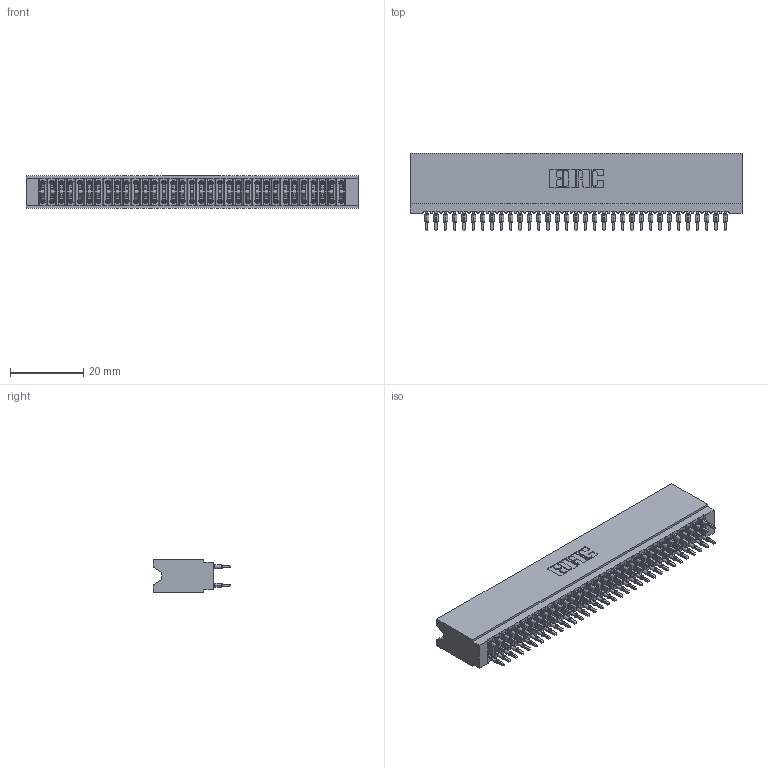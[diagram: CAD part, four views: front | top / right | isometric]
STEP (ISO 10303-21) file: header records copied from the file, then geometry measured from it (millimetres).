
FILE_DESCRIPTION (( 'STEP AP203' ), '1' );
FILE_NAME ('745-066-560-206.STEP', '2026-02-26T19:30:37', ( '' ), ( '' ), 'SwSTEP 2.0', 'SolidWorks 2023', '' );
FILE_SCHEMA (( 'CONFIG_CONTROL_DESIGN' ));
Length unit declared in the file: millimetre
Products named in the file (3): 745 Part_Insulator Option - 06; 745-292-001_560; 745-066-560-206
Assembly tree (67 placements, depth 2):
  745-066-560-206
    745 Part_Insulator Option - 06
    745-292-001_560  x66
Bounding box: 90.42 x 21.22 x 8.89 mm (x, y, z)
Volume: 8419.4 mm3; surface area: 17975.9 mm2
Topology: 67 solids, 67 shells, 6597 faces, 18047 edges, 11458 vertices
Faces by surface type: plane 3422, cylinder 1459, bspline 1320, torus 396
Entity records: 57128 total; most frequent: CARTESIAN_POINT 10416, ORIENTED_EDGE 9834, DIRECTION 8603, EDGE_CURVE 4917, VECTOR 4529, LINE 4529, VERTEX_POINT 3138, AXIS2_PLACEMENT_3D 2037
